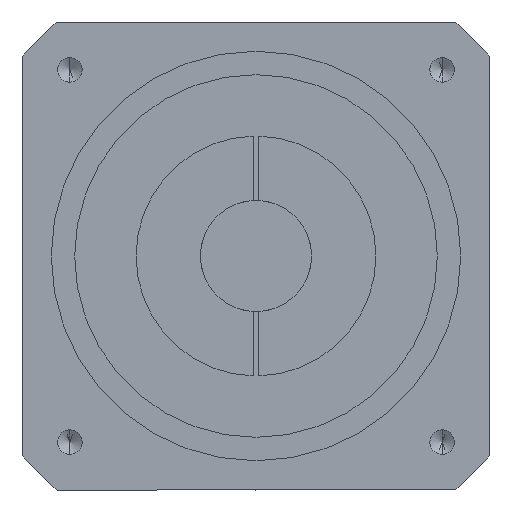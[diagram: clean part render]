
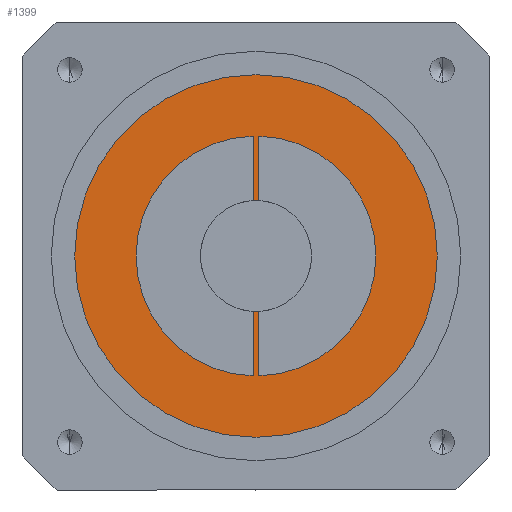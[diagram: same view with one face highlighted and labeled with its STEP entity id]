
A CAD part, front view. The second image highlights one B-rep face of the part: STEP entity #1399.
In plain terms, the highlighted planar face has unit normal (0, -1, 0).
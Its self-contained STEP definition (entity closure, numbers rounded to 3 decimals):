
#14 = ORIENTED_EDGE ( 'NONE', *, *, #452, .T. ) ;
#19 = ORIENTED_EDGE ( 'NONE', *, *, #402, .F. ) ;
#32 = VECTOR ( 'NONE', #376, 1000. ) ;
#53 = PLANE ( 'NONE',  #2018 ) ;
#153 = VERTEX_POINT ( 'NONE', #1922 ) ;
#193 = EDGE_LOOP ( 'NONE', ( #19, #14, #878, #2238, #979, #1076, #724, #706, #677, #628 ) ) ;
#194 = CIRCLE ( 'NONE', #1504, 31. ) ;
#214 = VERTEX_POINT ( 'NONE', #1998 ) ;
#236 = DIRECTION ( 'NONE',  ( 0., 0., -1. ) ) ;
#264 = CARTESIAN_POINT ( 'NONE',  ( -0.5, -29.5, 28.309 ) ) ;
#272 = DIRECTION ( 'NONE',  ( 0., 0., 1. ) ) ;
#288 = CARTESIAN_POINT ( 'NONE',  ( -0.5, -29.5, -9.487 ) ) ;
#307 = DIRECTION ( 'NONE',  ( 0., -1., 0. ) ) ;
#317 = VERTEX_POINT ( 'NONE', #443 ) ;
#376 = DIRECTION ( 'NONE',  ( 0., 0., -1. ) ) ;
#385 = CARTESIAN_POINT ( 'NONE',  ( -0.5, -29.5, 14.491 ) ) ;
#386 = LINE ( 'NONE', #264, #32 ) ;
#402 = EDGE_CURVE ( 'NONE', #1452, #923, #1310, .T. ) ;
#443 = CARTESIAN_POINT ( 'NONE',  ( -0.5, -29.5, 9.487 ) ) ;
#452 = EDGE_CURVE ( 'NONE', #1452, #317, #1080, .T. ) ;
#501 = DIRECTION ( 'NONE',  ( 0., 0., 1. ) ) ;
#540 = DIRECTION ( 'NONE',  ( 0., 0., -1. ) ) ;
#549 = CIRCLE ( 'NONE', #1894, 9.5 ) ;
#569 = CARTESIAN_POINT ( 'NONE',  ( 0., -29.5, 0. ) ) ;
#598 = VERTEX_POINT ( 'NONE', #1357 ) ;
#610 = DIRECTION ( 'NONE',  ( 0., -1., 0. ) ) ;
#620 = CARTESIAN_POINT ( 'NONE',  ( 0., -29.5, -31. ) ) ;
#627 = AXIS2_PLACEMENT_3D ( 'NONE', #2429, #307, #896 ) ;
#628 = ORIENTED_EDGE ( 'NONE', *, *, #2615, .T. ) ;
#642 = AXIS2_PLACEMENT_3D ( 'NONE', #1369, #853, #1394 ) ;
#651 = CARTESIAN_POINT ( 'NONE',  ( 0., -29.5, 0. ) ) ;
#677 = ORIENTED_EDGE ( 'NONE', *, *, #2262, .F. ) ;
#688 = AXIS2_PLACEMENT_3D ( 'NONE', #2670, #2873, #2657 ) ;
#706 = ORIENTED_EDGE ( 'NONE', *, *, #2347, .F. ) ;
#718 = CARTESIAN_POINT ( 'NONE',  ( 14.5, -29.5, 0. ) ) ;
#724 = ORIENTED_EDGE ( 'NONE', *, *, #2797, .T. ) ;
#790 = VERTEX_POINT ( 'NONE', #2037 ) ;
#802 = FACE_BOUND ( 'NONE', #193, .T. ) ;
#804 = FACE_OUTER_BOUND ( 'NONE', #1615, .T. ) ;
#824 = EDGE_CURVE ( 'NONE', #1768, #2809, #194, .T. ) ;
#853 = DIRECTION ( 'NONE',  ( 0., -1., 0. ) ) ;
#861 = ORIENTED_EDGE ( 'NONE', *, *, #1127, .T. ) ;
#878 = ORIENTED_EDGE ( 'NONE', *, *, #1567, .F. ) ;
#896 = DIRECTION ( 'NONE',  ( 0., 0., 1. ) ) ;
#923 = VERTEX_POINT ( 'NONE', #2724 ) ;
#945 = EDGE_CURVE ( 'NONE', #1371, #790, #2491, .T. ) ;
#979 = ORIENTED_EDGE ( 'NONE', *, *, #945, .T. ) ;
#1021 = VECTOR ( 'NONE', #2702, 1000. ) ;
#1076 = ORIENTED_EDGE ( 'NONE', *, *, #2837, .F. ) ;
#1080 = LINE ( 'NONE', #1908, #1021 ) ;
#1096 = CIRCLE ( 'NONE', #642, 9.5 ) ;
#1127 = EDGE_CURVE ( 'NONE', #2809, #1768, #1589, .T. ) ;
#1250 = CIRCLE ( 'NONE', #627, 9.5 ) ;
#1310 = CIRCLE ( 'NONE', #688, 14.5 ) ;
#1325 = CARTESIAN_POINT ( 'NONE',  ( 0.5, -29.5, 9.487 ) ) ;
#1357 = CARTESIAN_POINT ( 'NONE',  ( 0., -29.5, -9.5 ) ) ;
#1360 = AXIS2_PLACEMENT_3D ( 'NONE', #651, #2128, #2562 ) ;
#1362 = CARTESIAN_POINT ( 'NONE',  ( 0., -29.5, 0. ) ) ;
#1369 = CARTESIAN_POINT ( 'NONE',  ( 0., -29.5, 0. ) ) ;
#1371 = VERTEX_POINT ( 'NONE', #1325 ) ;
#1394 = DIRECTION ( 'NONE',  ( 0., 0., 1. ) ) ;
#1399 = ADVANCED_FACE ( 'NONE', ( #802, #804 ), #53, .F. ) ;
#1400 = AXIS2_PLACEMENT_3D ( 'NONE', #2404, #1827, #236 ) ;
#1452 = VERTEX_POINT ( 'NONE', #385 ) ;
#1504 = AXIS2_PLACEMENT_3D ( 'NONE', #2405, #2416, #2419 ) ;
#1529 = ORIENTED_EDGE ( 'NONE', *, *, #824, .T. ) ;
#1567 = EDGE_CURVE ( 'NONE', #153, #317, #549, .T. ) ;
#1589 = CIRCLE ( 'NONE', #2602, 31. ) ;
#1615 = EDGE_LOOP ( 'NONE', ( #1529, #861 ) ) ;
#1630 = DIRECTION ( 'NONE',  ( 0., 1., 0. ) ) ;
#1721 = DIRECTION ( 'NONE',  ( 0., -1., 0. ) ) ;
#1762 = CARTESIAN_POINT ( 'NONE',  ( 0.5, -29.5, -14.491 ) ) ;
#1768 = VERTEX_POINT ( 'NONE', #620 ) ;
#1827 = DIRECTION ( 'NONE',  ( 0., -1., 0. ) ) ;
#1894 = AXIS2_PLACEMENT_3D ( 'NONE', #1362, #1721, #501 ) ;
#1908 = CARTESIAN_POINT ( 'NONE',  ( -0.5, -29.5, 28.309 ) ) ;
#1922 = CARTESIAN_POINT ( 'NONE',  ( 0., -29.5, 9.5 ) ) ;
#1998 = CARTESIAN_POINT ( 'NONE',  ( 0.5, -29.5, -9.487 ) ) ;
#2018 = AXIS2_PLACEMENT_3D ( 'NONE', #718, #1630, #272 ) ;
#2037 = CARTESIAN_POINT ( 'NONE',  ( 0.5, -29.5, 14.491 ) ) ;
#2128 = DIRECTION ( 'NONE',  ( 0., -1., 0. ) ) ;
#2141 = DIRECTION ( 'NONE',  ( 0., 0., 1. ) ) ;
#2237 = VECTOR ( 'NONE', #2503, 1000. ) ;
#2238 = ORIENTED_EDGE ( 'NONE', *, *, #2770, .F. ) ;
#2262 = EDGE_CURVE ( 'NONE', #2264, #598, #1250, .T. ) ;
#2264 = VERTEX_POINT ( 'NONE', #288 ) ;
#2272 = CIRCLE ( 'NONE', #1400, 14.5 ) ;
#2347 = EDGE_CURVE ( 'NONE', #598, #214, #1096, .T. ) ;
#2370 = CIRCLE ( 'NONE', #1360, 9.5 ) ;
#2394 = VERTEX_POINT ( 'NONE', #1762 ) ;
#2404 = CARTESIAN_POINT ( 'NONE',  ( 0., -29.5, 0. ) ) ;
#2405 = CARTESIAN_POINT ( 'NONE',  ( 0., -29.5, 0. ) ) ;
#2416 = DIRECTION ( 'NONE',  ( 0., -1., 0. ) ) ;
#2419 = DIRECTION ( 'NONE',  ( 0., 0., -1. ) ) ;
#2429 = CARTESIAN_POINT ( 'NONE',  ( 0., -29.5, 0. ) ) ;
#2489 = VECTOR ( 'NONE', #2141, 1000. ) ;
#2491 = LINE ( 'NONE', #2902, #2489 ) ;
#2503 = DIRECTION ( 'NONE',  ( 0., 0., 1. ) ) ;
#2518 = LINE ( 'NONE', #2758, #2237 ) ;
#2562 = DIRECTION ( 'NONE',  ( 0., 0., 1. ) ) ;
#2602 = AXIS2_PLACEMENT_3D ( 'NONE', #569, #610, #540 ) ;
#2615 = EDGE_CURVE ( 'NONE', #2264, #923, #386, .T. ) ;
#2657 = DIRECTION ( 'NONE',  ( 0., 0., -1. ) ) ;
#2670 = CARTESIAN_POINT ( 'NONE',  ( 0., -29.5, 0. ) ) ;
#2702 = DIRECTION ( 'NONE',  ( 0., 0., -1. ) ) ;
#2724 = CARTESIAN_POINT ( 'NONE',  ( -0.5, -29.5, -14.491 ) ) ;
#2758 = CARTESIAN_POINT ( 'NONE',  ( 0.5, -29.5, 28.309 ) ) ;
#2770 = EDGE_CURVE ( 'NONE', #1371, #153, #2370, .T. ) ;
#2797 = EDGE_CURVE ( 'NONE', #2394, #214, #2518, .T. ) ;
#2809 = VERTEX_POINT ( 'NONE', #2842 ) ;
#2837 = EDGE_CURVE ( 'NONE', #2394, #790, #2272, .T. ) ;
#2842 = CARTESIAN_POINT ( 'NONE',  ( 0., -29.5, 31. ) ) ;
#2873 = DIRECTION ( 'NONE',  ( 0., -1., 0. ) ) ;
#2902 = CARTESIAN_POINT ( 'NONE',  ( 0.5, -29.5, 28.309 ) ) ;
